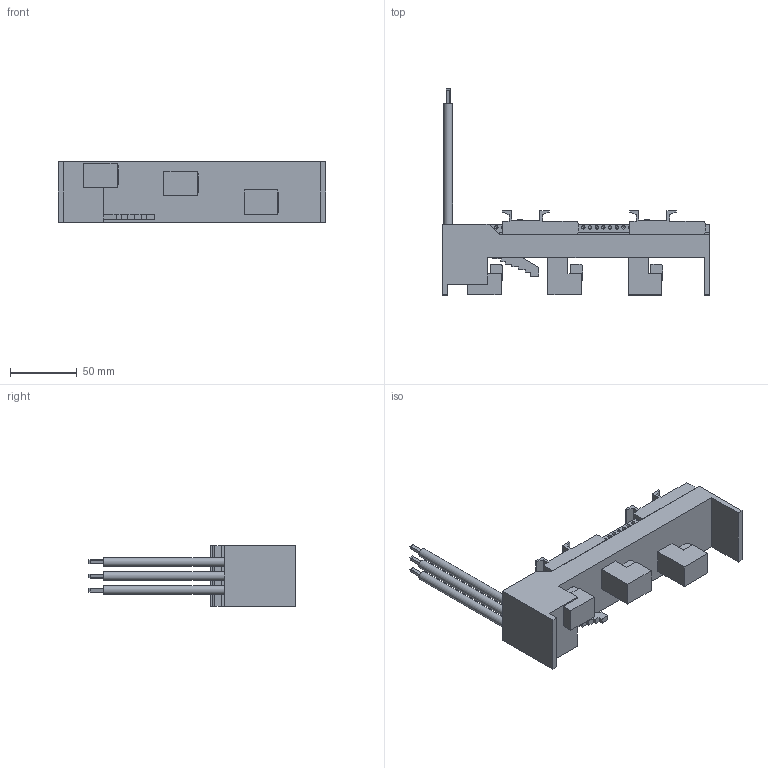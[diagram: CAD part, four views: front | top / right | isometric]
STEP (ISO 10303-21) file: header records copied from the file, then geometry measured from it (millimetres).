
FILE_DESCRIPTION((''),'2;1');
FILE_NAME('32434.stp','2011-02-04T11:18:16',('rauch'),(''),'Autodesk Inventor 2011','Autodesk Inventor 2011','');
FILE_SCHEMA(('AUTOMOTIVE_DESIGN { 1 0 10303 214 1 1 1 1 }'));
Length unit declared in the file: millimetre
Products named in the file (7): 32434000; Basis45x200; AWG10x100; AWG10; AWG10blank; 79350000; 80034000
Assembly tree (10 placements, depth 3):
  32434000
    Basis45x200
    AWG10x100  x3
      AWG10
      AWG10blank
    79350000  x2
    80034000  x2
Bounding box: 200 x 154 x 45 mm (x, y, z)
Volume: 272359.8 mm3; surface area: 79130 mm2
Topology: 11 solids, 11 shells, 531 faces, 1406 edges, 913 vertices
Faces by surface type: plane 229, cylinder 168, cone 130, torus 4
Full cylindrical faces by diameter (mm): 2.159 x2, 2.5 x130, 3 x16, 4.931 x2, 5 x8, 6.402 x3
Entity records: 10848 total; most frequent: DIRECTION 1911, CARTESIAN_POINT 1787, ORIENTED_EDGE 1408, AXIS2_PLACEMENT_3D 764, EDGE_LOOP 736, EDGE_CURVE 704, VERTEX_POINT 562, FACE_OUTER_BOUND 436
